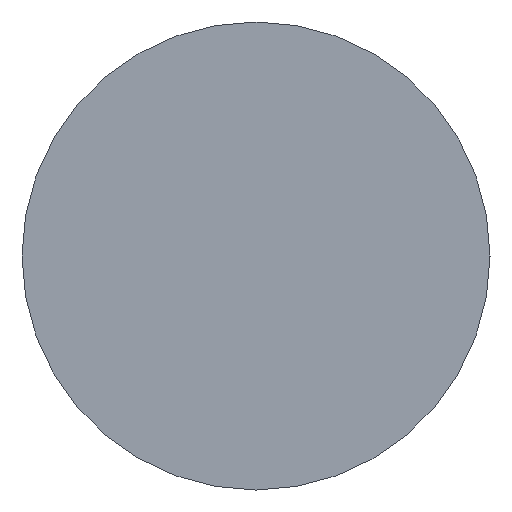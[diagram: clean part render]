
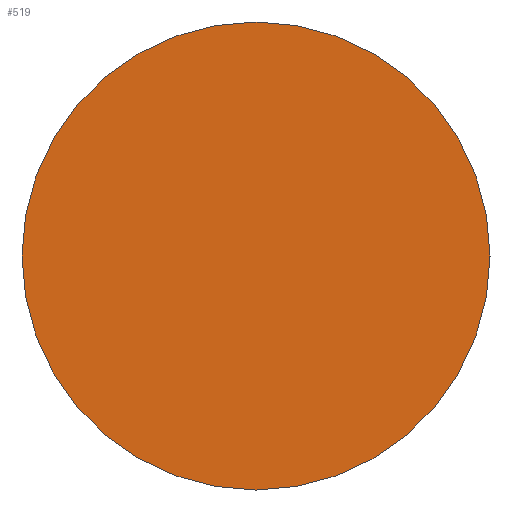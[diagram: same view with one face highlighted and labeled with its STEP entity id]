
A CAD part, left-side view. The second image highlights one B-rep face of the part: STEP entity #519.
In plain terms, the highlighted planar face has unit normal (-1, 0, 0).
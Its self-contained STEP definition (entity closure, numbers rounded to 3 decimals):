
#451=CARTESIAN_POINT('',(-1.75,0.85,0.85));
#452=VERTEX_POINT('',#451);
#468=CARTESIAN_POINT('',(-1.75,-0.85,0.85));
#469=VERTEX_POINT('',#468);
#476=CARTESIAN_POINT('',(-1.75,0.,0.85));
#477=DIRECTION('',(1.0,0.0,0.0));
#478=DIRECTION('',(0.0,1.0,0.0));
#479=AXIS2_PLACEMENT_3D('',#476,#477,#478);
#480=CIRCLE('',#479,0.85);
#481=EDGE_CURVE('',#469,#452,#480,.T.);
#492=CARTESIAN_POINT('',(-1.75,0.,0.85));
#493=DIRECTION('',(1.0,0.0,0.0));
#494=DIRECTION('',(0.0,1.0,0.0));
#495=AXIS2_PLACEMENT_3D('',#492,#493,#494);
#496=CIRCLE('',#495,0.85);
#497=EDGE_CURVE('',#452,#469,#496,.T.);
#510=CARTESIAN_POINT('',(-1.75,0.,0.85));
#511=DIRECTION('',(1.0,0.0,0.0));
#512=DIRECTION('',(0.0,0.0,-1.0));
#513=AXIS2_PLACEMENT_3D('',#510,#511,#512);
#514=PLANE('',#513);
#515=ORIENTED_EDGE('',*,*,#497,.F.);
#516=ORIENTED_EDGE('',*,*,#481,.F.);
#517=EDGE_LOOP('',(#515,#516));
#518=FACE_OUTER_BOUND('',#517,.T.);
#519=ADVANCED_FACE('',(#518),#514,.F.);
